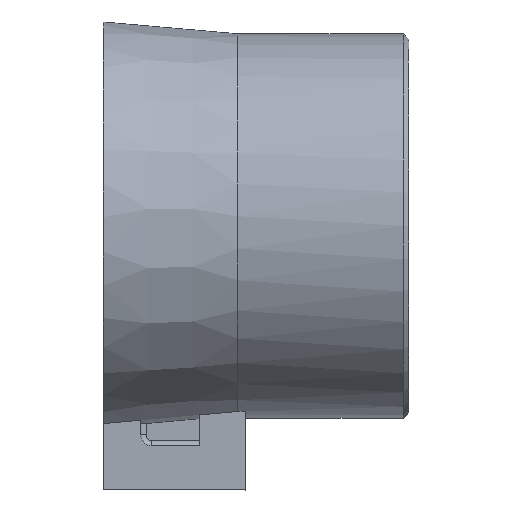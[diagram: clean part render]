
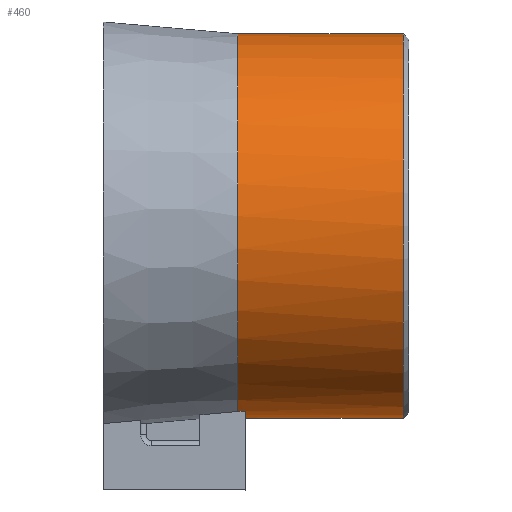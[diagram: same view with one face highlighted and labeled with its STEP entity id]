
A CAD part, top view. The second image highlights one B-rep face of the part: STEP entity #460.
In plain terms, the highlighted cylindrical face has radius 17.5 mm (diameter 35 mm), a partial arc.
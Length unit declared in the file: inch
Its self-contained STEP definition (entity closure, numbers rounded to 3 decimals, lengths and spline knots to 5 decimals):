
#32 = DIRECTION ( 'NONE',  ( 1., 0., 0. ) ) ;
#51 = LINE ( 'NONE', #286, #614 ) ;
#76 = ORIENTED_EDGE ( 'NONE', *, *, #212, .F. ) ;
#78 = CARTESIAN_POINT ( 'NONE',  ( 0.00847, -0.68898, 0. ) ) ;
#116 = EDGE_CURVE ( 'NONE', #903, #543, #635, .T. ) ;
#140 = DIRECTION ( 'NONE',  ( 0., 0., -1. ) ) ;
#157 = ORIENTED_EDGE ( 'NONE', *, *, #116, .F. ) ;
#212 = EDGE_CURVE ( 'NONE', #1207, #901, #951, .T. ) ;
#224 = FACE_OUTER_BOUND ( 'NONE', #517, .T. ) ;
#233 = AXIS2_PLACEMENT_3D ( 'NONE', #1365, #1464, #342 ) ;
#248 = DIRECTION ( 'NONE',  ( 0., 0., -1. ) ) ;
#260 = LINE ( 'NONE', #714, #534 ) ;
#276 = ORIENTED_EDGE ( 'NONE', *, *, #380, .F. ) ;
#283 = VERTEX_POINT ( 'NONE', #936 ) ;
#286 = CARTESIAN_POINT ( 'NONE',  ( 0.00847, 0.68898, 0. ) ) ;
#342 = DIRECTION ( 'NONE',  ( 0., 0., -1. ) ) ;
#376 = DIRECTION ( 'NONE',  ( -1., 0., 0. ) ) ;
#380 = EDGE_CURVE ( 'NONE', #901, #790, #51, .T. ) ;
#424 = CARTESIAN_POINT ( 'NONE',  ( -0.26969, -0.68898, 0. ) ) ;
#460 = ADVANCED_FACE ( 'NONE', ( #224 ), #1472, .T. ) ;
#502 = CARTESIAN_POINT ( 'NONE',  ( 0.29528, 0.68898, 0. ) ) ;
#517 = EDGE_LOOP ( 'NONE', ( #1112, #1230, #276, #76, #1300, #157 ) ) ;
#534 = VECTOR ( 'NONE', #1174, 39.37008 ) ;
#542 = DIRECTION ( 'NONE',  ( -1., 0., 0. ) ) ;
#543 = VERTEX_POINT ( 'NONE', #568 ) ;
#548 = LINE ( 'NONE', #78, #1085 ) ;
#568 = CARTESIAN_POINT ( 'NONE',  ( -0.26969, -0.66421, 0.18307 ) ) ;
#614 = VECTOR ( 'NONE', #764, 39.37008 ) ;
#635 = CIRCLE ( 'NONE', #832, 0.68898 ) ;
#714 = CARTESIAN_POINT ( 'NONE',  ( 0.00847, -0.66421, 0.18307 ) ) ;
#718 = CARTESIAN_POINT ( 'NONE',  ( -0.29803, 0., 0. ) ) ;
#726 = CIRCLE ( 'NONE', #828, 0.68898 ) ;
#764 = DIRECTION ( 'NONE',  ( 1., 0., 0. ) ) ;
#790 = VERTEX_POINT ( 'NONE', #502 ) ;
#828 = AXIS2_PLACEMENT_3D ( 'NONE', #1414, #32, #140 ) ;
#832 = AXIS2_PLACEMENT_3D ( 'NONE', #896, #1359, #1128 ) ;
#896 = CARTESIAN_POINT ( 'NONE',  ( -0.26969, 0., 0. ) ) ;
#901 = VERTEX_POINT ( 'NONE', #1111 ) ;
#903 = VERTEX_POINT ( 'NONE', #424 ) ;
#927 = EDGE_CURVE ( 'NONE', #283, #903, #548, .T. ) ;
#936 = CARTESIAN_POINT ( 'NONE',  ( 0.29528, -0.68898, 0. ) ) ;
#951 = CIRCLE ( 'NONE', #1332, 0.68898 ) ;
#1085 = VECTOR ( 'NONE', #542, 39.37008 ) ;
#1111 = CARTESIAN_POINT ( 'NONE',  ( -0.29803, 0.68898, 0. ) ) ;
#1112 = ORIENTED_EDGE ( 'NONE', *, *, #927, .F. ) ;
#1121 = CARTESIAN_POINT ( 'NONE',  ( -0.29803, -0.66421, 0.18307 ) ) ;
#1122 = EDGE_CURVE ( 'NONE', #543, #1207, #260, .T. ) ;
#1128 = DIRECTION ( 'NONE',  ( 0., 0., 1. ) ) ;
#1174 = DIRECTION ( 'NONE',  ( -1., 0., 0. ) ) ;
#1207 = VERTEX_POINT ( 'NONE', #1121 ) ;
#1230 = ORIENTED_EDGE ( 'NONE', *, *, #1349, .F. ) ;
#1300 = ORIENTED_EDGE ( 'NONE', *, *, #1122, .F. ) ;
#1332 = AXIS2_PLACEMENT_3D ( 'NONE', #718, #376, #248 ) ;
#1349 = EDGE_CURVE ( 'NONE', #790, #283, #726, .T. ) ;
#1359 = DIRECTION ( 'NONE',  ( -1., 0., 0. ) ) ;
#1365 = CARTESIAN_POINT ( 'NONE',  ( 0.00847, 0., 0. ) ) ;
#1414 = CARTESIAN_POINT ( 'NONE',  ( 0.29528, 0., 0. ) ) ;
#1464 = DIRECTION ( 'NONE',  ( -1., 0., 0. ) ) ;
#1472 = CYLINDRICAL_SURFACE ( 'NONE', #233, 0.68898 ) ;
